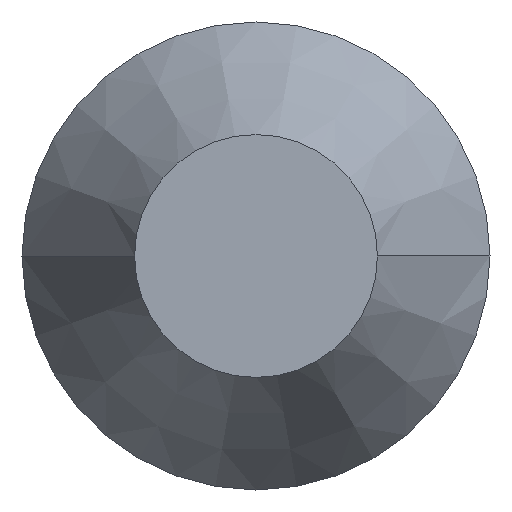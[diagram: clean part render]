
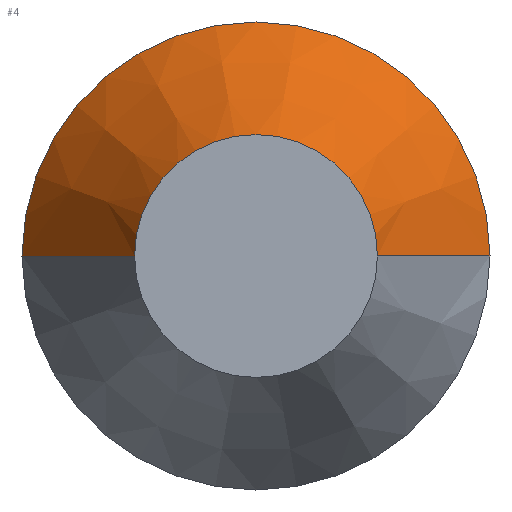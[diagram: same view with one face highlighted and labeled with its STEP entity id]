
A CAD part, left-side view. The second image highlights one B-rep face of the part: STEP entity #4.
In plain terms, the highlighted conical face has half-angle 30 degrees and reference radius 6 mm.
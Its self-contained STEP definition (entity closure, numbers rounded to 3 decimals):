
#4 = ADVANCED_FACE ( 'NONE', ( #393 ), #203, .T. ) ;
#15 = CARTESIAN_POINT ( 'NONE',  ( -50., -6., 0. ) ) ;
#33 = CARTESIAN_POINT ( 'NONE',  ( -50., 0., 0. ) ) ;
#35 = ORIENTED_EDGE ( 'NONE', *, *, #439, .F. ) ;
#38 = CARTESIAN_POINT ( 'NONE',  ( -55., 0., 0. ) ) ;
#49 = EDGE_CURVE ( 'NONE', #247, #143, #144, .T. ) ;
#58 = DIRECTION ( 'NONE',  ( 0., -1., 0. ) ) ;
#122 = AXIS2_PLACEMENT_3D ( 'NONE', #33, #362, #465 ) ;
#124 = ORIENTED_EDGE ( 'NONE', *, *, #49, .F. ) ;
#130 = ORIENTED_EDGE ( 'NONE', *, *, #186, .T. ) ;
#143 = VERTEX_POINT ( 'NONE', #152 ) ;
#144 = CIRCLE ( 'NONE', #174, 3.113 ) ;
#152 = CARTESIAN_POINT ( 'NONE',  ( -55., 3.113, 0. ) ) ;
#158 = CARTESIAN_POINT ( 'NONE',  ( -50., 6., 0. ) ) ;
#172 = DIRECTION ( 'NONE',  ( -1., 0., 0. ) ) ;
#174 = AXIS2_PLACEMENT_3D ( 'NONE', #38, #172, #251 ) ;
#182 = VECTOR ( 'NONE', #253, 1000. ) ;
#186 = EDGE_CURVE ( 'NONE', #247, #463, #299, .T. ) ;
#203 = CONICAL_SURFACE ( 'NONE', #122, 6., 0.524 ) ;
#223 = CARTESIAN_POINT ( 'NONE',  ( -50., -6., 0. ) ) ;
#228 = DIRECTION ( 'NONE',  ( -1., 0., 0. ) ) ;
#232 = CIRCLE ( 'NONE', #469, 6. ) ;
#237 = DIRECTION ( 'NONE',  ( 0.866, 0.5, 0. ) ) ;
#246 = VERTEX_POINT ( 'NONE', #158 ) ;
#247 = VERTEX_POINT ( 'NONE', #375 ) ;
#251 = DIRECTION ( 'NONE',  ( 0., -1., 0. ) ) ;
#253 = DIRECTION ( 'NONE',  ( 0.866, -0.5, 0. ) ) ;
#299 = LINE ( 'NONE', #223, #182 ) ;
#305 = CARTESIAN_POINT ( 'NONE',  ( -50., 0., 0. ) ) ;
#306 = LINE ( 'NONE', #462, #447 ) ;
#319 = EDGE_CURVE ( 'NONE', #463, #246, #232, .T. ) ;
#362 = DIRECTION ( 'NONE',  ( 1., 0., 0. ) ) ;
#375 = CARTESIAN_POINT ( 'NONE',  ( -55., -3.113, 0. ) ) ;
#387 = EDGE_LOOP ( 'NONE', ( #124, #130, #467, #35 ) ) ;
#393 = FACE_OUTER_BOUND ( 'NONE', #387, .T. ) ;
#439 = EDGE_CURVE ( 'NONE', #143, #246, #306, .T. ) ;
#447 = VECTOR ( 'NONE', #237, 1000. ) ;
#462 = CARTESIAN_POINT ( 'NONE',  ( -50., 6., 0. ) ) ;
#463 = VERTEX_POINT ( 'NONE', #15 ) ;
#465 = DIRECTION ( 'NONE',  ( 0., 1., 0. ) ) ;
#467 = ORIENTED_EDGE ( 'NONE', *, *, #319, .T. ) ;
#469 = AXIS2_PLACEMENT_3D ( 'NONE', #305, #228, #58 ) ;
